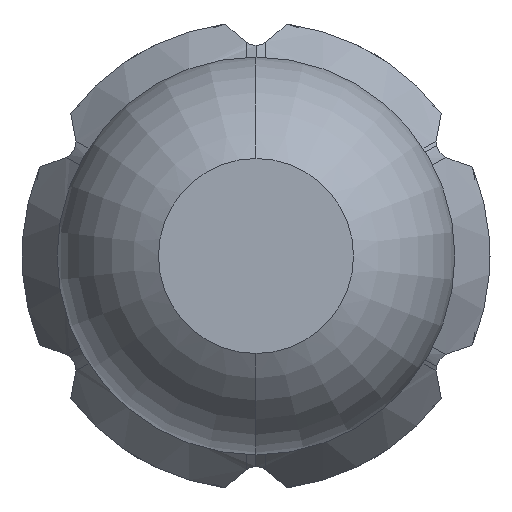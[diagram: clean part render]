
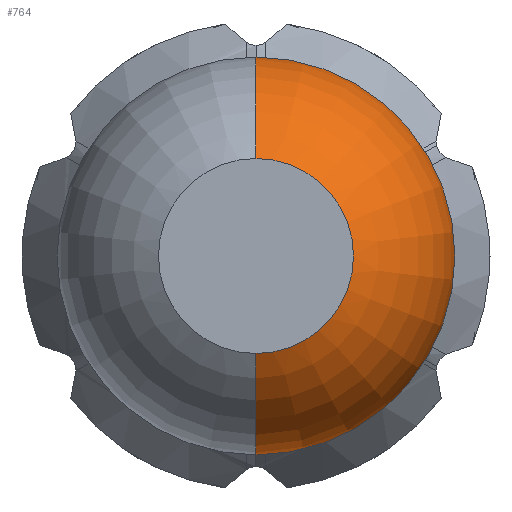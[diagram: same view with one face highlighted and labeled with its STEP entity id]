
A CAD part, front view. The second image highlights one B-rep face of the part: STEP entity #764.
In plain terms, the highlighted toroidal (fillet/blend) face has major radius 0.01 mm and minor radius 0.5 mm.
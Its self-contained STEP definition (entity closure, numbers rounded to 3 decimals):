
#114 = ORIENTED_EDGE ( 'NONE', *, *, #1656, .F. ) ;
#165 = DIRECTION ( 'NONE',  ( 0., 0., 1. ) ) ;
#200 = DIRECTION ( 'NONE',  ( -1., 0., 0. ) ) ;
#253 = CARTESIAN_POINT ( 'NONE',  ( 0., -26.961, 0.51 ) ) ;
#445 = VERTEX_POINT ( 'NONE', #253 ) ;
#504 = CARTESIAN_POINT ( 'NONE',  ( 0., -26.961, -0.51 ) ) ;
#764 = ADVANCED_FACE ( 'Defeature ausgef�hrt1_40', ( #3166 ), #1355, .T. ) ;
#894 = DIRECTION ( 'NONE',  ( 0., -1., 0. ) ) ;
#1221 = CIRCLE ( 'NONE', #3120, 0.25 ) ;
#1243 = VERTEX_POINT ( 'NONE', #1331 ) ;
#1250 = CARTESIAN_POINT ( 'NONE',  ( 0., -26.961, 0. ) ) ;
#1301 = ORIENTED_EDGE ( 'NONE', *, *, #2223, .F. ) ;
#1331 = CARTESIAN_POINT ( 'NONE',  ( 0., -27.4, 0.25 ) ) ;
#1355 = TOROIDAL_SURFACE ( 'NONE', #3218, 0.01, 0.5 ) ;
#1449 = DIRECTION ( 'NONE',  ( 0., 1., 0. ) ) ;
#1586 = AXIS2_PLACEMENT_3D ( 'NONE', #4987, #1449, #165 ) ;
#1600 = CIRCLE ( 'NONE', #2317, 0.5 ) ;
#1656 = EDGE_CURVE ( 'NONE', #1243, #445, #1600, .T. ) ;
#2048 = CARTESIAN_POINT ( 'NONE',  ( 0., -26.961, -0.01 ) ) ;
#2112 = EDGE_CURVE ( 'Defeature ausgef�hrt1_42+Defeature ausgef�hrt1_40+Defeature ausgef�hrt1_40+Defeature ausgef�hrt1_40', #4820, #1243, #1221, .T. ) ;
#2223 = EDGE_CURVE ( 'Defeature ausgef�hrt1_41+Defeature ausgef�hrt1_40+Defeature ausgef�hrt1_40+Defeature ausgef�hrt1_40', #445, #5169, #2521, .T. ) ;
#2317 = AXIS2_PLACEMENT_3D ( 'NONE', #3756, #200, #4162 ) ;
#2443 = DIRECTION ( 'NONE',  ( 0., 0., -1. ) ) ;
#2521 = CIRCLE ( 'NONE', #1586, 0.51 ) ;
#2858 = AXIS2_PLACEMENT_3D ( 'NONE', #2048, #3268, #2443 ) ;
#3116 = ORIENTED_EDGE ( 'NONE', *, *, #2112, .F. ) ;
#3120 = AXIS2_PLACEMENT_3D ( 'NONE', #3290, #894, #4477 ) ;
#3166 = FACE_OUTER_BOUND ( 'NONE', #4679, .T. ) ;
#3175 = CARTESIAN_POINT ( 'NONE',  ( 0., -27.4, -0.25 ) ) ;
#3218 = AXIS2_PLACEMENT_3D ( 'NONE', #1250, #4853, #4887 ) ;
#3268 = DIRECTION ( 'NONE',  ( 1., 0., 0. ) ) ;
#3290 = CARTESIAN_POINT ( 'NONE',  ( 0., -27.4, 0. ) ) ;
#3756 = CARTESIAN_POINT ( 'NONE',  ( 0., -26.961, 0.01 ) ) ;
#3757 = ORIENTED_EDGE ( 'NONE', *, *, #4062, .T. ) ;
#3873 = CIRCLE ( 'NONE', #2858, 0.5 ) ;
#4062 = EDGE_CURVE ( 'NONE', #4820, #5169, #3873, .T. ) ;
#4162 = DIRECTION ( 'NONE',  ( 0., 0., 1. ) ) ;
#4477 = DIRECTION ( 'NONE',  ( 0., 0., -1. ) ) ;
#4679 = EDGE_LOOP ( 'NONE', ( #3116, #3757, #1301, #114 ) ) ;
#4820 = VERTEX_POINT ( 'NONE', #3175 ) ;
#4853 = DIRECTION ( 'NONE',  ( 0., 1., 0. ) ) ;
#4887 = DIRECTION ( 'NONE',  ( 0., 0., 1. ) ) ;
#4987 = CARTESIAN_POINT ( 'NONE',  ( 0., -26.961, 0. ) ) ;
#5169 = VERTEX_POINT ( 'NONE', #504 ) ;
